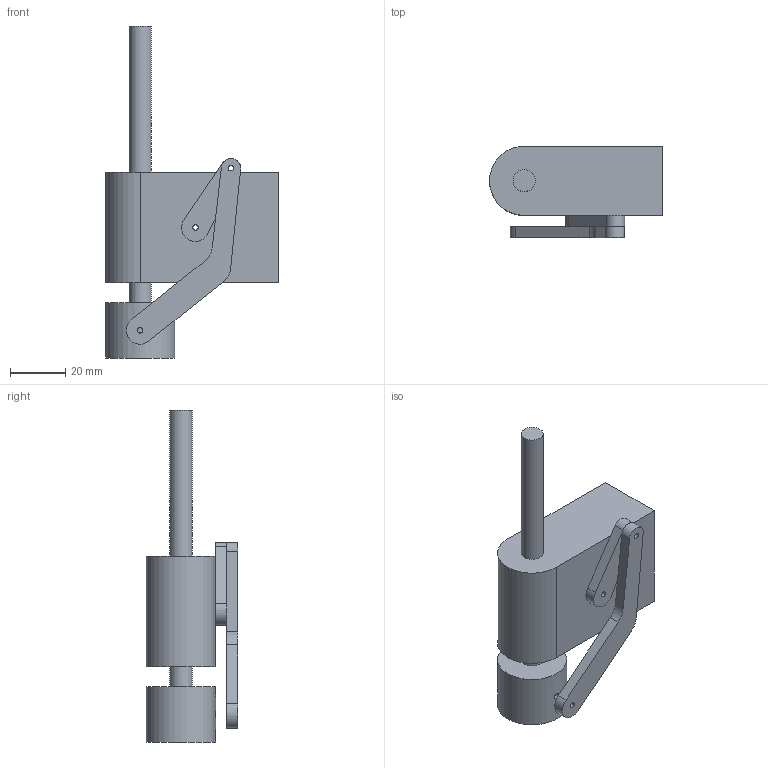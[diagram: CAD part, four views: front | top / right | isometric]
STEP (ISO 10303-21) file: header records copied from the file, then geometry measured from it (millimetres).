
FILE_DESCRIPTION(/* description */ ('Unknown'),/* implementation_level */ '2;1');
FILE_NAME(/* name */ 'AxisZ-4Bar',/* time_stamp */ '2022-07-02T16:57:36-03:00',/* author */ ('Unknown'),/* organization */ ('Unknown'),/* preprocessor_version */ 'ST-DEVELOPER v16.7',/* originating_system */ 'Solid Edge',/* authorisation */ 'Unknown');
FILE_SCHEMA (('AUTOMOTIVE_DESIGN {1 0 10303 214 3 1 1}'));
Length unit declared in the file: millimetre
Products named in the file (6): Mechanism; Link0; Link3; Link1; EfectorFinal; Link2
Assembly tree (5 placements, depth 2):
  Mechanism
    Link0
    Link3
    Link1
    EfectorFinal
    Link2
Bounding box: 62.5 x 33 x 120 mm (x, y, z)
Volume: 76330.9 mm3; surface area: 19722.8 mm2
Topology: 5 solids, 5 shells, 36 faces, 81 edges, 55 vertices
Faces by surface type: plane 19, cylinder 17
Full cylindrical faces by diameter (mm): 2 x6, 8 x3, 25 x1
Entity records: 1145 total; most frequent: DIRECTION 182, CARTESIAN_POINT 182, ORIENTED_EDGE 136, AXIS2_PLACEMENT_3D 74, EDGE_CURVE 68, EDGE_LOOP 62, FACE_BOUND 62, VERTEX_POINT 52
